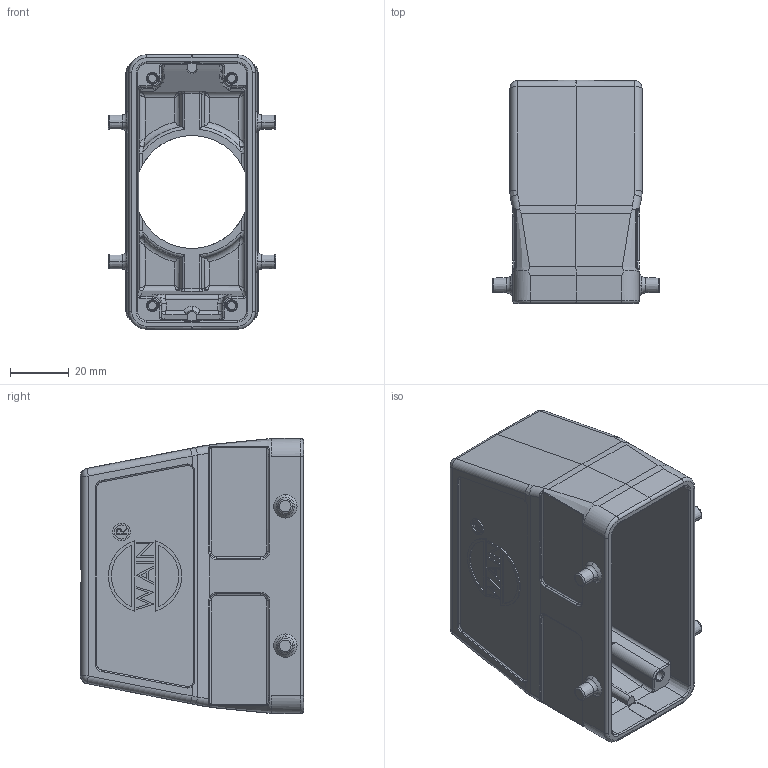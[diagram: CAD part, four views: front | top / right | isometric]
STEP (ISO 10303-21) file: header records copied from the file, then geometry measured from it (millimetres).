
FILE_DESCRIPTION((''),'2;1');
FILE_NAME('3D_1116164355005_EMC_H16B-TEH-4','2024-01-31T',('13034'),(''),'PRO/ENGINEER BY PARAMETRIC TECHNOLOGY CORPORATION, 2012480','PRO/ENGINEER BY PARAMETRIC TECHNOLOGY CORPORATION, 2012480','');
FILE_SCHEMA(('CONFIG_CONTROL_DESIGN'));
Length unit declared in the file: millimetre
Products named in the file (1): 3D_1116164355005_EMC_H16B-TEH-4
Bounding box: 57 x 76 x 93.7 mm (x, y, z)
Volume: 73369.6 mm3; surface area: 42124.8 mm2
Topology: 1 solids, 1 shells, 673 faces, 1666 edges, 1012 vertices
Faces by surface type: plane 249, cylinder 183, bspline 109, torus 68, cone 50, extrusion 10, sphere 4
Entity records: 26724 total; most frequent: CARTESIAN_POINT 11679, ORIENTED_EDGE 3288, DIRECTION 2845, EDGE_CURVE 1644, AXIS2_PLACEMENT_3D 1014, VERTEX_POINT 1012, VECTOR 817, LINE 807
